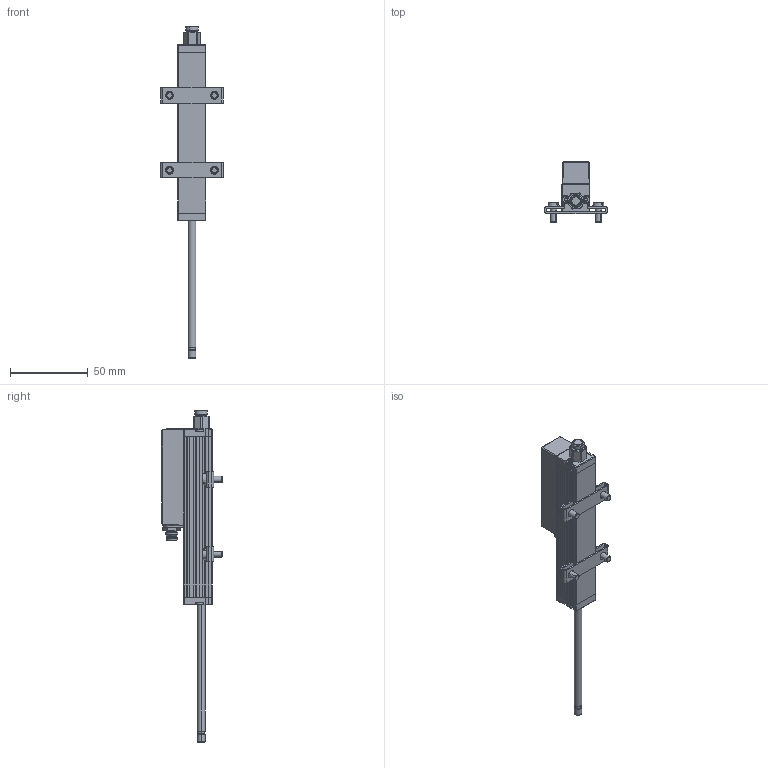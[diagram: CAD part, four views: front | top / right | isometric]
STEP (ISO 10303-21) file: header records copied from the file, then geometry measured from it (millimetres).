
FILE_DESCRIPTION (( 'STEP AP214' ), '1' );
FILE_NAME ('TE1-0075-101-411-101_eingefahren.STEP', '2014-02-19T06:56:08', ( 'dummy' ), ( 'Hewlett-Packard Company' ), 'SwSTEP 2.0', 'SolidWorks 2013', '' );
FILE_SCHEMA (( 'AUTOMOTIVE_DESIGN' ));
Length unit declared in the file: millimetre
Products named in the file (1): TE1-0075-101-411-101_eingefahren
Bounding box: 40.19 x 38.85 x 213 mm (x, y, z)
Surface area: 19907.9 mm2 (no closed solid volume)
Topology: 0 solids, 33 shells, 527 faces, 1650 edges, 1111 vertices
Faces by surface type: plane 234, cylinder 196, cone 52, torus 30, sphere 9, bspline 6
Entity records: 24193 total; most frequent: CARTESIAN_POINT 3884, DIRECTION 3279, ORIENTED_EDGE 2529, EDGE_CURVE 1645, AXIS2_PLACEMENT_3D 1190, VERTEX_POINT 1111, VECTOR 899, LINE 899
